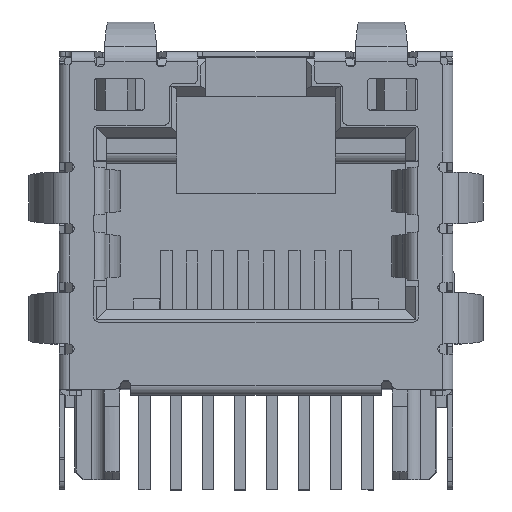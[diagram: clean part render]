
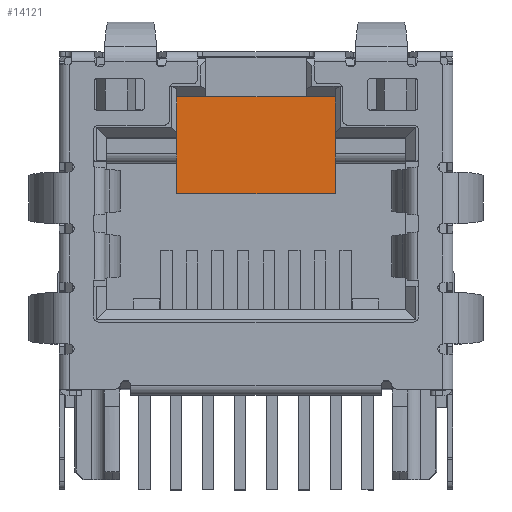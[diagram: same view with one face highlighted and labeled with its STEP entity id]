
A CAD part, top view. The second image highlights one B-rep face of the part: STEP entity #14121.
In plain terms, the highlighted planar face has unit normal (0, 0, 1).
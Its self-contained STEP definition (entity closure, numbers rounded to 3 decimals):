
#234 = DIRECTION ( 'NONE',  ( -1., 0., 0. ) ) ;
#1236 = CARTESIAN_POINT ( 'NONE',  ( -3.15, 7.785, -7.8 ) ) ;
#1393 = VERTEX_POINT ( 'NONE', #16147 ) ;
#1725 = CARTESIAN_POINT ( 'NONE',  ( -3.15, 11.66, -7.8 ) ) ;
#2314 = DIRECTION ( 'NONE',  ( -1., 0., 0. ) ) ;
#4566 = ORIENTED_EDGE ( 'NONE', *, *, #4846, .T. ) ;
#4846 = EDGE_CURVE ( 'NONE', #16760, #17014, #29304, .T. ) ;
#4875 = VECTOR ( 'NONE', #7880, 1000. ) ;
#5160 = EDGE_CURVE ( 'NONE', #17014, #17348, #16312, .T. ) ;
#6234 = ORIENTED_EDGE ( 'NONE', *, *, #15192, .T. ) ;
#7880 = DIRECTION ( 'NONE',  ( 0., 1., 0. ) ) ;
#8573 = DIRECTION ( 'NONE',  ( 1., 0., 0. ) ) ;
#10038 = VECTOR ( 'NONE', #234, 1000. ) ;
#11704 = CARTESIAN_POINT ( 'NONE',  ( 0., 0., -7.8 ) ) ;
#13015 = ORIENTED_EDGE ( 'NONE', *, *, #5160, .T. ) ;
#13316 = CARTESIAN_POINT ( 'NONE',  ( 3.15, 7.785, -7.8 ) ) ;
#14121 = ADVANCED_FACE ( 'NONE', ( #17041 ), #23531, .F. ) ;
#14535 = CARTESIAN_POINT ( 'NONE',  ( 3.15, 11.66, -7.8 ) ) ;
#14657 = VECTOR ( 'NONE', #8573, 1000. ) ;
#15093 = CARTESIAN_POINT ( 'NONE',  ( 3.15, 11.66, -7.8 ) ) ;
#15192 = EDGE_CURVE ( 'NONE', #1393, #16760, #27245, .T. ) ;
#16147 = CARTESIAN_POINT ( 'NONE',  ( -3.15, 7.785, -7.8 ) ) ;
#16312 = LINE ( 'NONE', #28586, #10038 ) ;
#16474 = DIRECTION ( 'NONE',  ( 0., 0., -1. ) ) ;
#16760 = VERTEX_POINT ( 'NONE', #13316 ) ;
#17014 = VERTEX_POINT ( 'NONE', #14535 ) ;
#17041 = FACE_OUTER_BOUND ( 'NONE', #23207, .T. ) ;
#17348 = VERTEX_POINT ( 'NONE', #1725 ) ;
#18842 = ORIENTED_EDGE ( 'NONE', *, *, #18979, .T. ) ;
#18979 = EDGE_CURVE ( 'NONE', #17348, #1393, #27427, .T. ) ;
#20151 = DIRECTION ( 'NONE',  ( 0., -1., 0. ) ) ;
#20367 = AXIS2_PLACEMENT_3D ( 'NONE', #11704, #16474, #2314 ) ;
#21925 = VECTOR ( 'NONE', #20151, 1000. ) ;
#23207 = EDGE_LOOP ( 'NONE', ( #4566, #13015, #18842, #6234 ) ) ;
#23531 = PLANE ( 'NONE',  #20367 ) ;
#25151 = CARTESIAN_POINT ( 'NONE',  ( 3.15, 7.785, -7.8 ) ) ;
#27245 = LINE ( 'NONE', #25151, #14657 ) ;
#27427 = LINE ( 'NONE', #1236, #21925 ) ;
#28586 = CARTESIAN_POINT ( 'NONE',  ( -3.15, 11.66, -7.8 ) ) ;
#29304 = LINE ( 'NONE', #15093, #4875 ) ;
